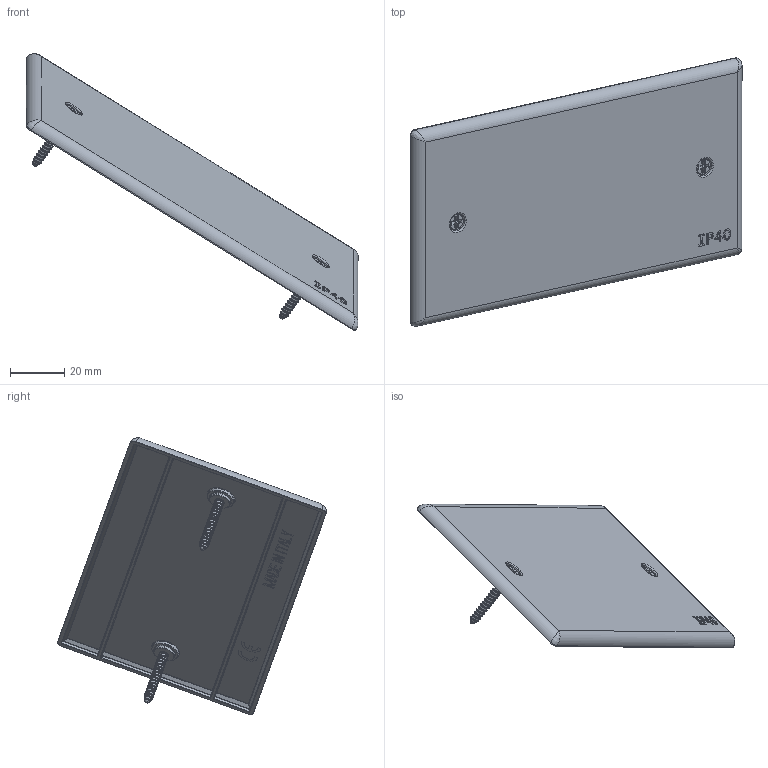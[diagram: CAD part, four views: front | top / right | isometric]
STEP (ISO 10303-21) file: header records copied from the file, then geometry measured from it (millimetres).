
FILE_DESCRIPTION(('CATIA V5 STEP Exchange'),'2;1');
FILE_NAME('2504CD.stp','2024-08-29T08:02:56+00:00',('none'),('none'),'CATIA Version 5-6 Release 2016 SP6','CATIA V5 STEP AP203','none');
FILE_SCHEMA(('CONFIG_CONTROL_DESIGN'));
Length unit declared in the file: millimetre
Products named in the file (1): STP
Assembly tree (3 placements, depth 2):
  STP
    #57
    #11977  x2
Bounding box: 122.37 x 99.05 x 102.04 mm (x, y, z)
Volume: 23133 mm3; surface area: 26342.4 mm2
Topology: 3 solids, 3 shells, 1061 faces, 2465 edges, 1418 vertices
Faces by surface type: bspline 484, plane 268, cylinder 201, cone 40, torus 36, sphere 32
Entity records: 24819 total; most frequent: CARTESIAN_POINT 11270, ORIENTED_EDGE 3406, DIRECTION 1713, EDGE_CURVE 1703, VERTEX_POINT 1006, VECTOR 790, LINE 790, EDGE_LOOP 767
